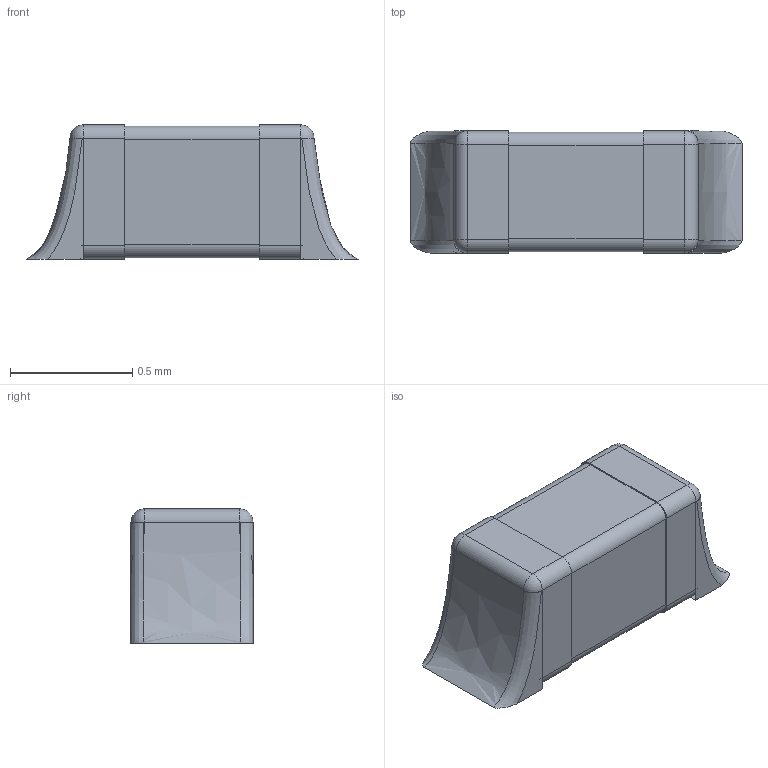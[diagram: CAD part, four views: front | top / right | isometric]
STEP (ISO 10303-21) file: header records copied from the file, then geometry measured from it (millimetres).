
FILE_DESCRIPTION(('STEP AP242'), '1');
FILE_NAME('CAP-0402-H0.55', '', ('UNSPECIFIED'), ('UNSPECIFIED'), 'C3D Converter', 'C3D Toolkit', '');
FILE_SCHEMA(('AP242_MANAGED_MODEL_BASED_3D_ENGINEERING_MIM_LF { 1 0 10303 442 1 1 4 }'));
Length unit declared in the file: millimetre
Products named in the file (5): ASSEMBLY; Fillet1; Fillet2; body2
Assembly tree (4 placements, depth 2):
  ASSEMBLY
    Fillet1
    Fillet2
    body2
    (unnamed)
Bounding box: 1.36 x 0.5 x 0.55 mm (x, y, z)
Volume: 0.3 mm3; surface area: 5 mm2
Topology: 5 solids, 5 shells, 70 faces, 156 edges, 88 vertices
Faces by surface type: plane 30, cylinder 26, sphere 8, bspline 4, extrusion 2
Entity records: 4522 total; most frequent: CARTESIAN_POINT 2403, DIRECTION 312, ORIENTED_EDGE 296, EDGE_CURVE 148, AXIS2_PLACEMENT_3D 113, VERTEX_POINT 88, VECTOR 86, LINE 84
